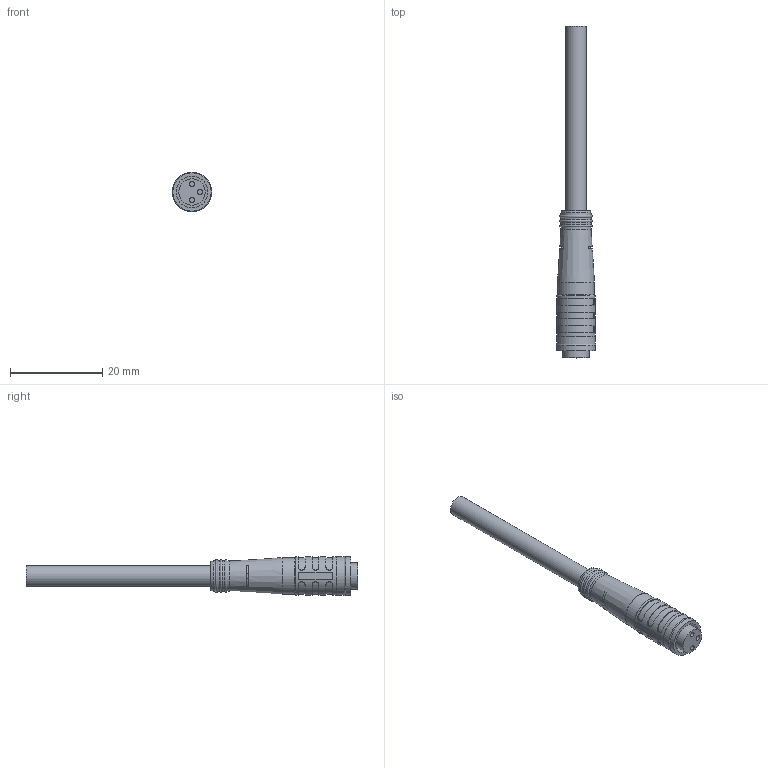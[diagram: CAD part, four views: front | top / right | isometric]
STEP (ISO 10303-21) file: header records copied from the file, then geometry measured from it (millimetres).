
FILE_DESCRIPTION(/* description */ (''),/* implementation_level */ '2;1');
FILE_NAME(/* name */ 'AL-KP3.stp',/* time_stamp */ '2015-11-12T14:28:33+01:00',/* author */ (''),/* organization */ (''),/* preprocessor_version */ 'ST-DEVELOPER v14',/* originating_system */ 'SIEMENS PLM Software NX 8.0',/* authorisation */ '');
FILE_SCHEMA (('AP203_CONFIGURATION_CONTROLLED_3D_DESIGN_OF_MECHANICAL_PARTS_AND_ASSEMBLIES_MIM_LF { 1 0 10303 403 2 1 2}'));
Length unit declared in the file: millimetre
Products named in the file (1): AL-KP3
Bounding box: 8.6 x 71.9 x 8.6 mm (x, y, z)
Volume: 2001.1 mm3; surface area: 1602.8 mm2
Topology: 1 solids, 1 shells, 97 faces, 233 edges, 153 vertices
Faces by surface type: cylinder 46, plane 43, torus 4, cone 3, bspline 1
Full cylindrical faces by diameter (mm): 1.1 x3, 4.4 x1, 5.7 x1, 6.5 x4, 6.9 x1, 8 x1, 8.3 x2, 8.4 x1
Entity records: 3519 total; most frequent: CARTESIAN_POINT 1325, DIRECTION 438, ORIENTED_EDGE 396, EDGE_CURVE 198, AXIS2_PLACEMENT_3D 179, VERTEX_POINT 142, EDGE_LOOP 136, ADVANCED_FACE 97
